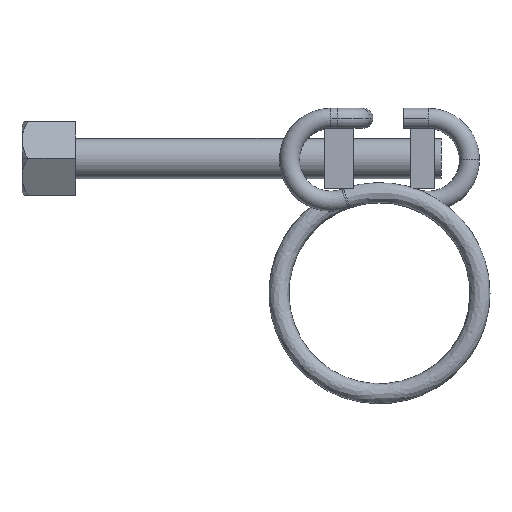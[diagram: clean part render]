
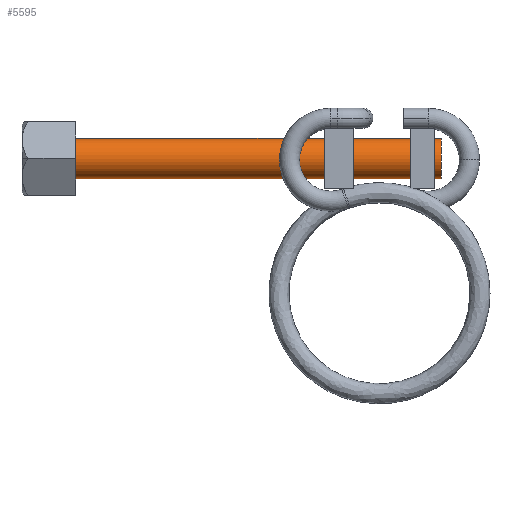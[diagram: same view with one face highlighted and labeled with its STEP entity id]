
A CAD part, top view. The second image highlights one B-rep face of the part: STEP entity #5595.
In plain terms, the highlighted cylindrical face has radius 1.5 mm (diameter 3 mm), a partial arc.
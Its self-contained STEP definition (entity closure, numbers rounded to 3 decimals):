
#75 = VERTEX_POINT ( 'NONE', #429 ) ;
#116 = CIRCLE ( 'NONE', #8557, 1.5 ) ;
#416 = LINE ( 'NONE', #1631, #3208 ) ;
#429 = CARTESIAN_POINT ( 'NONE',  ( 4.624, 11.55, 0. ) ) ;
#672 = DIRECTION ( 'NONE',  ( 0., 1., 0. ) ) ;
#1046 = ORIENTED_EDGE ( 'NONE', *, *, #5026, .F. ) ;
#1415 = ORIENTED_EDGE ( 'NONE', *, *, #6494, .T. ) ;
#1422 = CARTESIAN_POINT ( 'NONE',  ( 4.624, 10.05, 0. ) ) ;
#1606 = DIRECTION ( 'NONE',  ( -1., 0., 0. ) ) ;
#1631 = CARTESIAN_POINT ( 'NONE',  ( 4.624, 8.55, 0. ) ) ;
#2357 = EDGE_CURVE ( 'NONE', #75, #2899, #5166, .T. ) ;
#2778 = CARTESIAN_POINT ( 'NONE',  ( -22.676, 8.55, 0. ) ) ;
#2899 = VERTEX_POINT ( 'NONE', #5596 ) ;
#2919 = FACE_OUTER_BOUND ( 'NONE', #7931, .T. ) ;
#2969 = CARTESIAN_POINT ( 'NONE',  ( 4.624, 10.05, 0. ) ) ;
#3208 = VECTOR ( 'NONE', #8533, 1000. ) ;
#3473 = DIRECTION ( 'NONE',  ( 1., 0., 0. ) ) ;
#3535 = AXIS2_PLACEMENT_3D ( 'NONE', #5571, #7505, #4838 ) ;
#3895 = EDGE_CURVE ( 'NONE', #4790, #6514, #416, .T. ) ;
#4790 = VERTEX_POINT ( 'NONE', #8027 ) ;
#4838 = DIRECTION ( 'NONE',  ( 0., 1., 0. ) ) ;
#4928 = VECTOR ( 'NONE', #7867, 1000. ) ;
#5026 = EDGE_CURVE ( 'NONE', #75, #4790, #116, .T. ) ;
#5166 = LINE ( 'NONE', #7293, #4928 ) ;
#5571 = CARTESIAN_POINT ( 'NONE',  ( -22.676, 10.05, 0. ) ) ;
#5595 = ADVANCED_FACE ( 'NONE', ( #2919 ), #7728, .T. ) ;
#5596 = CARTESIAN_POINT ( 'NONE',  ( -22.676, 11.55, 0. ) ) ;
#5661 = DIRECTION ( 'NONE',  ( 0., -1., 0. ) ) ;
#6494 = EDGE_CURVE ( 'NONE', #2899, #6514, #8574, .T. ) ;
#6514 = VERTEX_POINT ( 'NONE', #2778 ) ;
#7293 = CARTESIAN_POINT ( 'NONE',  ( 4.624, 11.55, 0. ) ) ;
#7505 = DIRECTION ( 'NONE',  ( 1., 0., 0. ) ) ;
#7558 = AXIS2_PLACEMENT_3D ( 'NONE', #2969, #1606, #5661 ) ;
#7596 = ORIENTED_EDGE ( 'NONE', *, *, #2357, .T. ) ;
#7728 = CYLINDRICAL_SURFACE ( 'NONE', #7558, 1.5 ) ;
#7867 = DIRECTION ( 'NONE',  ( -1., 0., 0. ) ) ;
#7931 = EDGE_LOOP ( 'NONE', ( #1046, #7596, #1415, #8034 ) ) ;
#8027 = CARTESIAN_POINT ( 'NONE',  ( 4.624, 8.55, 0. ) ) ;
#8034 = ORIENTED_EDGE ( 'NONE', *, *, #3895, .F. ) ;
#8533 = DIRECTION ( 'NONE',  ( -1., 0., 0. ) ) ;
#8557 = AXIS2_PLACEMENT_3D ( 'NONE', #1422, #3473, #672 ) ;
#8574 = CIRCLE ( 'NONE', #3535, 1.5 ) ;
